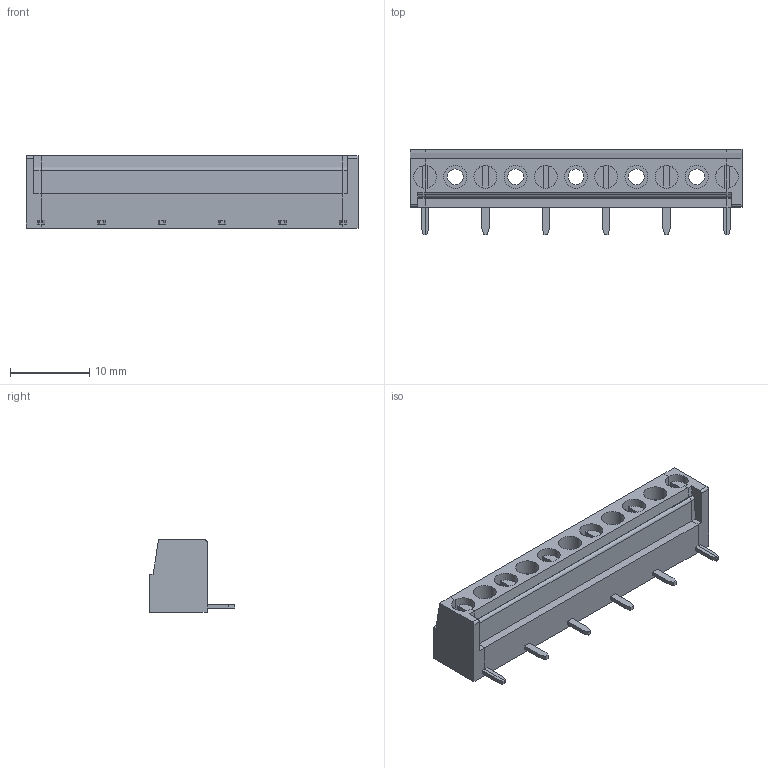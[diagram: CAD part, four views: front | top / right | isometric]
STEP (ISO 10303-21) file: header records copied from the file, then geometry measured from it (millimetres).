
FILE_DESCRIPTION( ( 'Unknown' ), '1' );
FILE_NAME( '691243400006.stp', 'Unknown', ( 'Unknown' ), ( 'Unknown' ), 'PSStep 17.0.49', 'Unknown', ' ' );
FILE_SCHEMA( ( 'AUTOMOTIVE_DESIGN { 1 0 10303 214 1 1 1 1 }' ) );
Length unit declared in the file: millimetre
Products named in the file (4): Assem1; CPA7.62SQ_CNT; CPA7.62SQ_DX; CPA7.62SQ_SX
Assembly tree (3 placements, depth 2):
  Assem1
    CPA7.62SQ_CNT
    CPA7.62SQ_DX
    CPA7.62SQ_SX
Bounding box: 41.91 x 10.8 x 9.1 mm (x, y, z)
Volume: 1698.7 mm3; surface area: 2592.5 mm2
Topology: 3 solids, 3 shells, 398 faces, 1054 edges, 688 vertices
Faces by surface type: plane 375, cylinder 23
Full cylindrical faces by diameter (mm): 2 x5, 2.9 x9
Entity records: 15260 total; most frequent: CARTESIAN_POINT 2122, ORIENTED_EDGE 2072, DIRECTION 1906, EDGE_CURVE 1036, LINE 970, VECTOR 970, VERTEX_POINT 684, AXIS2_PLACEMENT_3D 468
